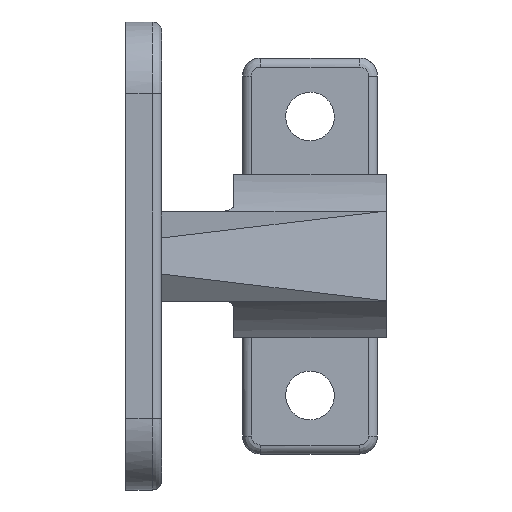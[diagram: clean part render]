
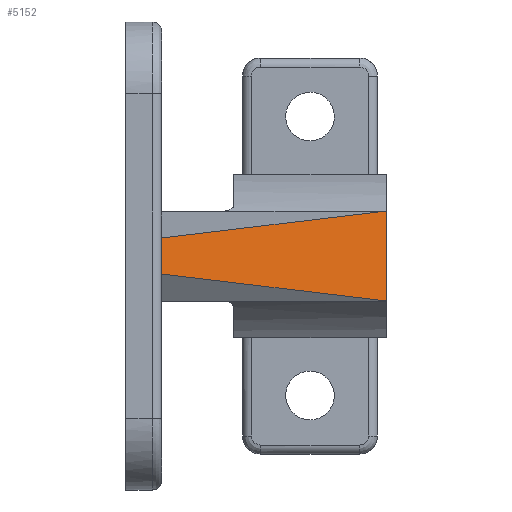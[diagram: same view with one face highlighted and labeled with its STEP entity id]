
A CAD part, left-side view. The second image highlights one B-rep face of the part: STEP entity #5152.
In plain terms, the highlighted free-form (B-spline) face has degree [1, 1] with [2, 2] control points.
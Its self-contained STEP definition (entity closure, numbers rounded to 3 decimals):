
#5117=CARTESIAN_POINT('',(0.725,-1.376,-2.75));
#5118=CARTESIAN_POINT('',(6.775,-15.124,-2.75));
#5119=CARTESIAN_POINT('',(0.725,-1.376,2.75));
#5120=CARTESIAN_POINT('',(6.775,-15.124,2.75));
#5121=B_SPLINE_SURFACE_WITH_KNOTS('',1,1,((#5117,#5119),(#5118,#5120)),.UNSPECIFIED.,.F.,.F.,.U.,(2,2),(2,2),(0.0,15.021),(0.0,5.5),.UNSPECIFIED.);
#5122=CARTESIAN_POINT('',(1.0,-2.,1.));
#5123=VERTEX_POINT('',#5122);
#5124=CARTESIAN_POINT('',(1.0,-2.,-1.0));
#5125=VERTEX_POINT('',#5124);
#5126=CARTESIAN_POINT('',(1.0,-2.,1.));
#5127=CARTESIAN_POINT('',(1.0,-2.,-1.0));
#5128=QUASI_UNIFORM_CURVE('',1,(#5126,#5127),.UNSPECIFIED.,.F.,.U.);
#5129=EDGE_CURVE('',#5123,#5125,#5128,.T.);
#5130=ORIENTED_EDGE('',*,*,#5129,.T.);
#5131=CARTESIAN_POINT('',(6.5,-14.5,-2.5));
#5132=VERTEX_POINT('',#5131);
#5133=CARTESIAN_POINT('',(6.5,-14.5,-2.5));
#5134=CARTESIAN_POINT('',(1.0,-2.,-1.0));
#5135=QUASI_UNIFORM_CURVE('',1,(#5133,#5134),.UNSPECIFIED.,.F.,.U.);
#5136=EDGE_CURVE('',#5132,#5125,#5135,.T.);
#5137=ORIENTED_EDGE('',*,*,#5136,.F.);
#5138=CARTESIAN_POINT('',(6.5,-14.5,2.5));
#5139=VERTEX_POINT('',#5138);
#5140=CARTESIAN_POINT('',(6.5,-14.5,2.5));
#5141=CARTESIAN_POINT('',(6.5,-14.5,-2.5));
#5142=QUASI_UNIFORM_CURVE('',1,(#5140,#5141),.UNSPECIFIED.,.F.,.U.);
#5143=EDGE_CURVE('',#5139,#5132,#5142,.T.);
#5144=ORIENTED_EDGE('',*,*,#5143,.F.);
#5145=CARTESIAN_POINT('',(1.0,-2.,1.));
#5146=CARTESIAN_POINT('',(6.5,-14.5,2.5));
#5147=QUASI_UNIFORM_CURVE('',1,(#5145,#5146),.UNSPECIFIED.,.F.,.U.);
#5148=EDGE_CURVE('',#5123,#5139,#5147,.T.);
#5149=ORIENTED_EDGE('',*,*,#5148,.F.);
#5150=EDGE_LOOP('',(#5130,#5137,#5144,#5149));
#5151=FACE_OUTER_BOUND('',#5150,.T.);
#5152=ADVANCED_FACE('',(#5151),#5121,.T.);
